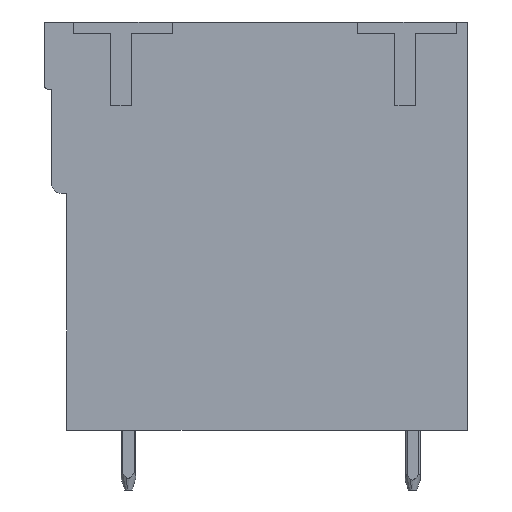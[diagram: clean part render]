
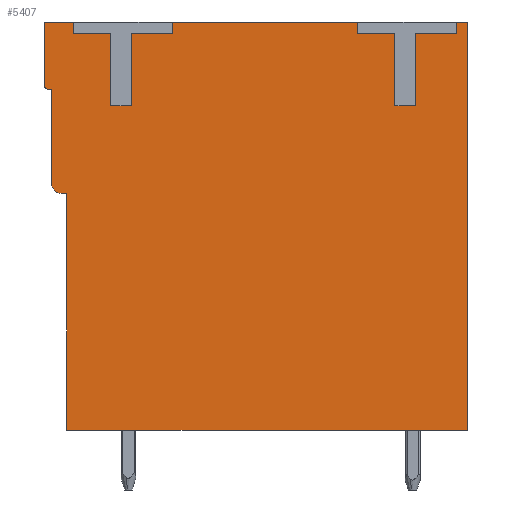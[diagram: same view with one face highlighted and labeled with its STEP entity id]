
A CAD part, left-side view. The second image highlights one B-rep face of the part: STEP entity #5407.
In plain terms, the highlighted planar face has unit normal (-1, 0, 0).
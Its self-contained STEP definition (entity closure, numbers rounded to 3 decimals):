
#4971=AXIS2_PLACEMENT_3D('Circle Axis2P3D',#4969,#4970,$) ;
#5043=AXIS2_PLACEMENT_3D('Circle Axis2P3D',#5041,#5042,$) ;
#5365=AXIS2_PLACEMENT_3D('Plane Axis2P3D',#5362,#5363,#5364) ;
#238=CARTESIAN_POINT('Line Origine',(0.3,21.5,9.55)) ;
#242=CARTESIAN_POINT('Vertex',(0.3,21.5,15.9)) ;
#244=CARTESIAN_POINT('Vertex',(0.3,21.5,3.2)) ;
#940=CARTESIAN_POINT('Line Origine',(0.3,21.65,15.9)) ;
#944=CARTESIAN_POINT('Vertex',(0.3,21.8,15.9)) ;
#4365=CARTESIAN_POINT('Vertex',(0.3,5.9,25.1)) ;
#4368=CARTESIAN_POINT('Line Origine',(0.3,5.9,24.8)) ;
#4372=CARTESIAN_POINT('Vertex',(0.3,5.9,24.5)) ;
#4387=CARTESIAN_POINT('Line Origine',(0.3,4.9,24.5)) ;
#4391=CARTESIAN_POINT('Vertex',(0.3,3.9,24.5)) ;
#4406=CARTESIAN_POINT('Line Origine',(0.3,3.9,22.55)) ;
#4410=CARTESIAN_POINT('Vertex',(0.3,3.9,20.6)) ;
#4425=CARTESIAN_POINT('Line Origine',(0.3,3.35,20.6)) ;
#4429=CARTESIAN_POINT('Vertex',(0.3,2.8,20.6)) ;
#4444=CARTESIAN_POINT('Line Origine',(0.3,2.8,22.55)) ;
#4448=CARTESIAN_POINT('Vertex',(0.3,2.8,24.5)) ;
#4463=CARTESIAN_POINT('Line Origine',(0.3,1.7,24.5)) ;
#4467=CARTESIAN_POINT('Vertex',(0.3,0.6,24.5)) ;
#4482=CARTESIAN_POINT('Line Origine',(0.3,0.6,24.8)) ;
#4486=CARTESIAN_POINT('Vertex',(0.3,0.6,25.1)) ;
#4505=CARTESIAN_POINT('Vertex',(0.3,21.14,25.1)) ;
#4508=CARTESIAN_POINT('Line Origine',(0.3,21.14,24.8)) ;
#4512=CARTESIAN_POINT('Vertex',(0.3,21.14,24.5)) ;
#4527=CARTESIAN_POINT('Line Origine',(0.3,20.14,24.5)) ;
#4531=CARTESIAN_POINT('Vertex',(0.3,19.14,24.5)) ;
#4546=CARTESIAN_POINT('Line Origine',(0.3,19.14,22.55)) ;
#4550=CARTESIAN_POINT('Vertex',(0.3,19.14,20.6)) ;
#4565=CARTESIAN_POINT('Line Origine',(0.3,18.59,20.6)) ;
#4569=CARTESIAN_POINT('Vertex',(0.3,18.04,20.6)) ;
#4584=CARTESIAN_POINT('Line Origine',(0.3,18.04,22.55)) ;
#4588=CARTESIAN_POINT('Vertex',(0.3,18.04,24.5)) ;
#4603=CARTESIAN_POINT('Line Origine',(0.3,16.94,24.5)) ;
#4607=CARTESIAN_POINT('Vertex',(0.3,15.84,24.5)) ;
#4622=CARTESIAN_POINT('Line Origine',(0.3,15.84,24.8)) ;
#4626=CARTESIAN_POINT('Vertex',(0.3,15.84,25.1)) ;
#4969=CARTESIAN_POINT('Axis2P3D Location',(0.3,21.8,16.4)) ;
#4973=CARTESIAN_POINT('Vertex',(0.3,22.3,16.4)) ;
#4993=CARTESIAN_POINT('Line Origine',(0.3,22.3,18.95)) ;
#4997=CARTESIAN_POINT('Vertex',(0.3,22.3,21.5)) ;
#5017=CARTESIAN_POINT('Line Origine',(0.3,22.4,21.5)) ;
#5021=CARTESIAN_POINT('Vertex',(0.3,22.5,21.5)) ;
#5041=CARTESIAN_POINT('Axis2P3D Location',(0.3,22.5,21.7)) ;
#5045=CARTESIAN_POINT('Vertex',(0.3,22.7,21.7)) ;
#5065=CARTESIAN_POINT('Line Origine',(0.3,22.7,23.4)) ;
#5069=CARTESIAN_POINT('Vertex',(0.3,22.7,25.1)) ;
#5089=CARTESIAN_POINT('Line Origine',(0.3,10.87,25.1)) ;
#5094=CARTESIAN_POINT('Line Origine',(0.3,0.3,25.1)) ;
#5098=CARTESIAN_POINT('Vertex',(0.3,0.,25.1)) ;
#5106=CARTESIAN_POINT('Line Origine',(0.3,21.92,25.1)) ;
#5362=CARTESIAN_POINT('Axis2P3D Location',(0.3,0.,0.)) ;
#5367=CARTESIAN_POINT('Line Origine',(0.3,10.75,3.2)) ;
#5371=CARTESIAN_POINT('Vertex',(0.3,0.,3.2)) ;
#5374=CARTESIAN_POINT('Line Origine',(0.3,0.,14.15)) ;
#239=DIRECTION('Vector Direction',(0.,0.,1.)) ;
#941=DIRECTION('Vector Direction',(0.,1.,0.)) ;
#4369=DIRECTION('Vector Direction',(0.,0.,1.)) ;
#4388=DIRECTION('Vector Direction',(0.,1.,0.)) ;
#4407=DIRECTION('Vector Direction',(0.,0.,1.)) ;
#4426=DIRECTION('Vector Direction',(0.,1.,0.)) ;
#4445=DIRECTION('Vector Direction',(0.,0.,-1.)) ;
#4464=DIRECTION('Vector Direction',(0.,1.,0.)) ;
#4483=DIRECTION('Vector Direction',(0.,0.,-1.)) ;
#4509=DIRECTION('Vector Direction',(0.,0.,1.)) ;
#4528=DIRECTION('Vector Direction',(0.,1.,0.)) ;
#4547=DIRECTION('Vector Direction',(0.,0.,1.)) ;
#4566=DIRECTION('Vector Direction',(0.,1.,0.)) ;
#4585=DIRECTION('Vector Direction',(0.,0.,-1.)) ;
#4604=DIRECTION('Vector Direction',(0.,1.,0.)) ;
#4623=DIRECTION('Vector Direction',(0.,0.,-1.)) ;
#4970=DIRECTION('Axis2P3D Direction',(-1.,0.,0.)) ;
#4994=DIRECTION('Vector Direction',(0.,0.,1.)) ;
#5018=DIRECTION('Vector Direction',(0.,1.,0.)) ;
#5042=DIRECTION('Axis2P3D Direction',(-1.,0.,0.)) ;
#5066=DIRECTION('Vector Direction',(0.,0.,1.)) ;
#5090=DIRECTION('Vector Direction',(0.,-1.,0.)) ;
#5095=DIRECTION('Vector Direction',(0.,-1.,0.)) ;
#5107=DIRECTION('Vector Direction',(0.,-1.,0.)) ;
#5363=DIRECTION('Axis2P3D Direction',(-1.,0.,0.)) ;
#5364=DIRECTION('Axis2P3D XDirection',(0.,0.,1.)) ;
#5368=DIRECTION('Vector Direction',(0.,1.,0.)) ;
#5375=DIRECTION('Vector Direction',(0.,0.,-1.)) ;
#240=VECTOR('Line Direction',#239,1.) ;
#942=VECTOR('Line Direction',#941,1.) ;
#4370=VECTOR('Line Direction',#4369,1.) ;
#4389=VECTOR('Line Direction',#4388,1.) ;
#4408=VECTOR('Line Direction',#4407,1.) ;
#4427=VECTOR('Line Direction',#4426,1.) ;
#4446=VECTOR('Line Direction',#4445,1.) ;
#4465=VECTOR('Line Direction',#4464,1.) ;
#4484=VECTOR('Line Direction',#4483,1.) ;
#4510=VECTOR('Line Direction',#4509,1.) ;
#4529=VECTOR('Line Direction',#4528,1.) ;
#4548=VECTOR('Line Direction',#4547,1.) ;
#4567=VECTOR('Line Direction',#4566,1.) ;
#4586=VECTOR('Line Direction',#4585,1.) ;
#4605=VECTOR('Line Direction',#4604,1.) ;
#4624=VECTOR('Line Direction',#4623,1.) ;
#4995=VECTOR('Line Direction',#4994,1.) ;
#5019=VECTOR('Line Direction',#5018,1.) ;
#5067=VECTOR('Line Direction',#5066,1.) ;
#5091=VECTOR('Line Direction',#5090,1.) ;
#5096=VECTOR('Line Direction',#5095,1.) ;
#5108=VECTOR('Line Direction',#5107,1.) ;
#5369=VECTOR('Line Direction',#5368,1.) ;
#5376=VECTOR('Line Direction',#5375,1.) ;
#5380=ORIENTED_EDGE('',*,*,#5093,.T.) ;
#5381=ORIENTED_EDGE('',*,*,#4628,.F.) ;
#5382=ORIENTED_EDGE('',*,*,#4609,.F.) ;
#5383=ORIENTED_EDGE('',*,*,#4590,.F.) ;
#5384=ORIENTED_EDGE('',*,*,#4571,.F.) ;
#5385=ORIENTED_EDGE('',*,*,#4552,.F.) ;
#5386=ORIENTED_EDGE('',*,*,#4533,.F.) ;
#5387=ORIENTED_EDGE('',*,*,#4514,.F.) ;
#5388=ORIENTED_EDGE('',*,*,#5110,.T.) ;
#5389=ORIENTED_EDGE('',*,*,#5071,.T.) ;
#5390=ORIENTED_EDGE('',*,*,#5047,.T.) ;
#5391=ORIENTED_EDGE('',*,*,#5023,.T.) ;
#5392=ORIENTED_EDGE('',*,*,#4999,.T.) ;
#5393=ORIENTED_EDGE('',*,*,#4975,.T.) ;
#5394=ORIENTED_EDGE('',*,*,#946,.T.) ;
#5395=ORIENTED_EDGE('',*,*,#246,.T.) ;
#5396=ORIENTED_EDGE('',*,*,#5373,.T.) ;
#5397=ORIENTED_EDGE('',*,*,#5378,.T.) ;
#5398=ORIENTED_EDGE('',*,*,#5100,.T.) ;
#5399=ORIENTED_EDGE('',*,*,#4488,.F.) ;
#5400=ORIENTED_EDGE('',*,*,#4469,.F.) ;
#5401=ORIENTED_EDGE('',*,*,#4450,.F.) ;
#5402=ORIENTED_EDGE('',*,*,#4431,.F.) ;
#5403=ORIENTED_EDGE('',*,*,#4412,.F.) ;
#5404=ORIENTED_EDGE('',*,*,#4393,.F.) ;
#5405=ORIENTED_EDGE('',*,*,#4374,.F.) ;
#5407=ADVANCED_FACE('HOUSING',(#5406),#5366,.T.) ;
#4972=CIRCLE('generated circle',#4971,0.5) ;
#5044=CIRCLE('generated circle',#5043,0.2) ;
#246=EDGE_CURVE('',#243,#245,#241,.F.) ;
#946=EDGE_CURVE('',#945,#243,#943,.F.) ;
#4374=EDGE_CURVE('',#4366,#4373,#4371,.F.) ;
#4393=EDGE_CURVE('',#4373,#4392,#4390,.F.) ;
#4412=EDGE_CURVE('',#4392,#4411,#4409,.F.) ;
#4431=EDGE_CURVE('',#4411,#4430,#4428,.F.) ;
#4450=EDGE_CURVE('',#4430,#4449,#4447,.F.) ;
#4469=EDGE_CURVE('',#4449,#4468,#4466,.F.) ;
#4488=EDGE_CURVE('',#4468,#4487,#4485,.F.) ;
#4514=EDGE_CURVE('',#4506,#4513,#4511,.F.) ;
#4533=EDGE_CURVE('',#4513,#4532,#4530,.F.) ;
#4552=EDGE_CURVE('',#4532,#4551,#4549,.F.) ;
#4571=EDGE_CURVE('',#4551,#4570,#4568,.F.) ;
#4590=EDGE_CURVE('',#4570,#4589,#4587,.F.) ;
#4609=EDGE_CURVE('',#4589,#4608,#4606,.F.) ;
#4628=EDGE_CURVE('',#4608,#4627,#4625,.F.) ;
#4975=EDGE_CURVE('',#4974,#945,#4972,.T.) ;
#4999=EDGE_CURVE('',#4998,#4974,#4996,.F.) ;
#5023=EDGE_CURVE('',#5022,#4998,#5020,.F.) ;
#5047=EDGE_CURVE('',#5046,#5022,#5044,.T.) ;
#5071=EDGE_CURVE('',#5070,#5046,#5068,.F.) ;
#5093=EDGE_CURVE('',#4366,#4627,#5092,.F.) ;
#5100=EDGE_CURVE('',#5099,#4487,#5097,.F.) ;
#5110=EDGE_CURVE('',#4506,#5070,#5109,.F.) ;
#5373=EDGE_CURVE('',#245,#5372,#5370,.F.) ;
#5378=EDGE_CURVE('',#5372,#5099,#5377,.F.) ;
#5379=EDGE_LOOP('',(#5380,#5381,#5382,#5383,#5384,#5385,#5386,#5387,#5388,#5389,#5390,#5391,#5392,#5393,#5394,#5395,#5396,#5397,#5398,#5399,#5400,#5401,#5402,#5403,#5404,#5405)) ;
#5406=FACE_OUTER_BOUND('',#5379,.T.) ;
#241=LINE('Line',#238,#240) ;
#943=LINE('Line',#940,#942) ;
#4371=LINE('Line',#4368,#4370) ;
#4390=LINE('Line',#4387,#4389) ;
#4409=LINE('Line',#4406,#4408) ;
#4428=LINE('Line',#4425,#4427) ;
#4447=LINE('Line',#4444,#4446) ;
#4466=LINE('Line',#4463,#4465) ;
#4485=LINE('Line',#4482,#4484) ;
#4511=LINE('Line',#4508,#4510) ;
#4530=LINE('Line',#4527,#4529) ;
#4549=LINE('Line',#4546,#4548) ;
#4568=LINE('Line',#4565,#4567) ;
#4587=LINE('Line',#4584,#4586) ;
#4606=LINE('Line',#4603,#4605) ;
#4625=LINE('Line',#4622,#4624) ;
#4996=LINE('Line',#4993,#4995) ;
#5020=LINE('Line',#5017,#5019) ;
#5068=LINE('Line',#5065,#5067) ;
#5092=LINE('Line',#5089,#5091) ;
#5097=LINE('Line',#5094,#5096) ;
#5109=LINE('Line',#5106,#5108) ;
#5370=LINE('Line',#5367,#5369) ;
#5377=LINE('Line',#5374,#5376) ;
#5366=PLANE('',#5365) ;
#243=VERTEX_POINT('',#242) ;
#245=VERTEX_POINT('',#244) ;
#945=VERTEX_POINT('',#944) ;
#4366=VERTEX_POINT('',#4365) ;
#4373=VERTEX_POINT('',#4372) ;
#4392=VERTEX_POINT('',#4391) ;
#4411=VERTEX_POINT('',#4410) ;
#4430=VERTEX_POINT('',#4429) ;
#4449=VERTEX_POINT('',#4448) ;
#4468=VERTEX_POINT('',#4467) ;
#4487=VERTEX_POINT('',#4486) ;
#4506=VERTEX_POINT('',#4505) ;
#4513=VERTEX_POINT('',#4512) ;
#4532=VERTEX_POINT('',#4531) ;
#4551=VERTEX_POINT('',#4550) ;
#4570=VERTEX_POINT('',#4569) ;
#4589=VERTEX_POINT('',#4588) ;
#4608=VERTEX_POINT('',#4607) ;
#4627=VERTEX_POINT('',#4626) ;
#4974=VERTEX_POINT('',#4973) ;
#4998=VERTEX_POINT('',#4997) ;
#5022=VERTEX_POINT('',#5021) ;
#5046=VERTEX_POINT('',#5045) ;
#5070=VERTEX_POINT('',#5069) ;
#5099=VERTEX_POINT('',#5098) ;
#5372=VERTEX_POINT('',#5371) ;
